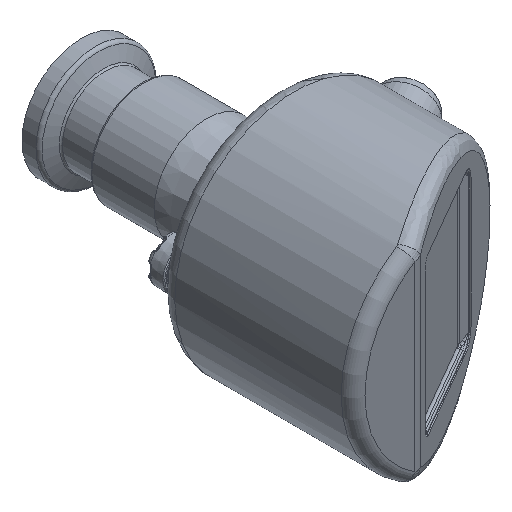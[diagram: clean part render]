
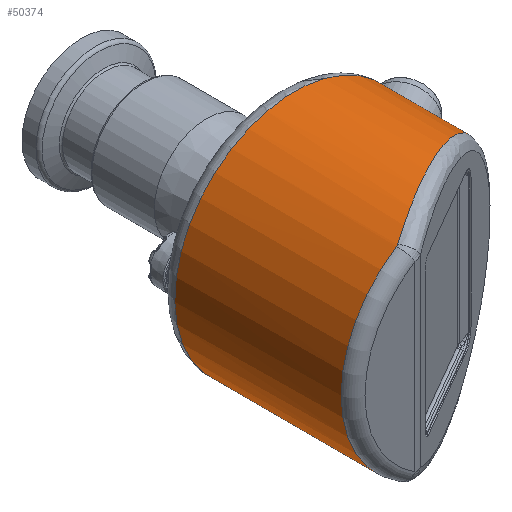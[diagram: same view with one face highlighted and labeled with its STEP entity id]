
A CAD part, isometric view. The second image highlights one B-rep face of the part: STEP entity #50374.
In plain terms, the highlighted cylindrical face has radius 25.2 mm (diameter 50.4 mm), a full revolution.
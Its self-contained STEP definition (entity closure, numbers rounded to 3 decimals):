
#461=ELLIPSE('',#52823,47.432,25.2);
#462=ELLIPSE('',#52832,28.404,25.2);
#1234=B_SPLINE_CURVE_WITH_KNOTS('',3,(#70177,#70178,#70179,#70180),
 .UNSPECIFIED.,.F.,.F.,(4,4),(0.,0.),.UNSPECIFIED.);
#1235=B_SPLINE_CURVE_WITH_KNOTS('',3,(#70182,#70183,#70184,#70185),
 .UNSPECIFIED.,.F.,.F.,(4,4),(0.,0.),.UNSPECIFIED.);
#2973=CYLINDRICAL_SURFACE('',#52831,25.2);
#10735=ORIENTED_EDGE('',*,*,#19926,.T.);
#10736=ORIENTED_EDGE('',*,*,#19923,.T.);
#10737=ORIENTED_EDGE('',*,*,#19927,.T.);
#10738=ORIENTED_EDGE('',*,*,#19928,.T.);
#10739=ORIENTED_EDGE('',*,*,#19921,.T.);
#10740=ORIENTED_EDGE('',*,*,#19920,.T.);
#19920=EDGE_CURVE('',#24745,#24744,#461,.F.);
#19921=EDGE_CURVE('',#24744,#24745,#27705,.T.);
#19923=EDGE_CURVE('',#24748,#24747,#27707,.T.);
#19926=EDGE_CURVE('',#24750,#24748,#1234,.T.);
#19927=EDGE_CURVE('',#24747,#24751,#1235,.T.);
#19928=EDGE_CURVE('',#24751,#24750,#462,.F.);
#24744=VERTEX_POINT('',#70083);
#24745=VERTEX_POINT('',#70110);
#24747=VERTEX_POINT('',#70170);
#24748=VERTEX_POINT('',#70172);
#24750=VERTEX_POINT('',#70181);
#24751=VERTEX_POINT('',#70186);
#27705=CIRCLE('',#52825,25.2);
#27707=CIRCLE('',#52828,25.2);
#29068=EDGE_LOOP('',(#10735,#10736,#10737,#10738));
#29069=EDGE_LOOP('',(#10739,#10740));
#31566=FACE_BOUND('',#29068,.T.);
#31567=FACE_BOUND('',#29069,.T.);
#50374=ADVANCED_FACE('',(#31566,#31567),#2973,.T.);
#52823=AXIS2_PLACEMENT_3D('',#70164,#57313,#57314);
#52825=AXIS2_PLACEMENT_3D('',#70166,#57317,#57318);
#52828=AXIS2_PLACEMENT_3D('',#70171,#57323,#57324);
#52831=AXIS2_PLACEMENT_3D('',#70176,#57329,#57330);
#52832=AXIS2_PLACEMENT_3D('',#70187,#57331,#57332);
#57313=DIRECTION('',(0.847,0.531,0.));
#57314=DIRECTION('',(0.531,-0.847,0.));
#57317=DIRECTION('',(0.,-1.,0.));
#57318=DIRECTION('',(0.,0.,-1.));
#57323=DIRECTION('',(0.,1.,0.));
#57324=DIRECTION('',(0.,0.,1.));
#57329=DIRECTION('',(0.,1.,0.));
#57330=DIRECTION('',(0.,0.,1.));
#57331=DIRECTION('',(0.461,-0.887,0.));
#57332=DIRECTION('',(0.887,0.461,0.));
#70083=CARTESIAN_POINT('',(23.517,-0.3,9.055));
#70110=CARTESIAN_POINT('',(23.517,-0.3,-9.055));
#70164=CARTESIAN_POINT('',(0.,37.2,0.));
#70166=CARTESIAN_POINT('',(0.,-0.3,0.));
#70170=CARTESIAN_POINT('',(-13.562,-35.2,21.24));
#70171=CARTESIAN_POINT('',(0.,-35.2,0.));
#70172=CARTESIAN_POINT('',(-13.562,-35.2,-21.24));
#70176=CARTESIAN_POINT('',(0.,-45.,0.));
#70177=CARTESIAN_POINT('',(-13.284,-35.133,-21.414));
#70178=CARTESIAN_POINT('',(-13.372,-35.179,-21.36));
#70179=CARTESIAN_POINT('',(-13.466,-35.2,-21.301));
#70180=CARTESIAN_POINT('',(-13.562,-35.2,-21.24));
#70181=CARTESIAN_POINT('',(-13.284,-35.133,-21.414));
#70182=CARTESIAN_POINT('',(-13.562,-35.2,21.24));
#70183=CARTESIAN_POINT('',(-13.466,-35.2,21.301));
#70184=CARTESIAN_POINT('',(-13.372,-35.179,21.36));
#70185=CARTESIAN_POINT('',(-13.284,-35.133,21.414));
#70186=CARTESIAN_POINT('',(-13.284,-35.133,21.414));
#70187=CARTESIAN_POINT('',(0.,-28.224,0.));
